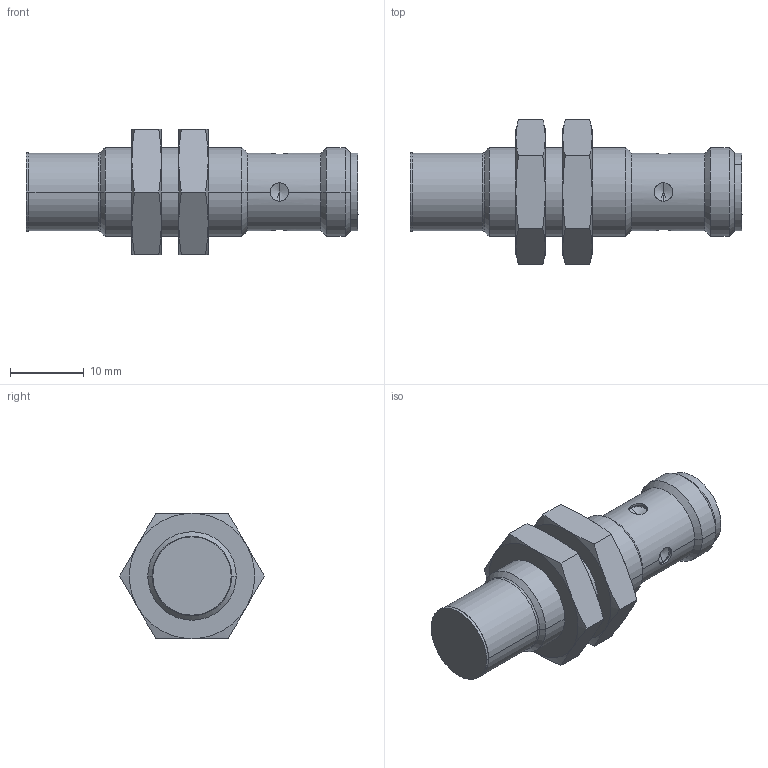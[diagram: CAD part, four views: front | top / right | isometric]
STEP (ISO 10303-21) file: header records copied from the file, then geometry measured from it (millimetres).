
FILE_DESCRIPTION (( 'STEP AP203' ), '1' );
FILE_NAME ('PMW2-AP-4H.step', '2021-01-22T22:39:05', ( 'ADC123' ), ( 'Microsoft' ), 'SwSTEP 2.0', 'SolidWorks 2019', '' );
FILE_SCHEMA (( 'CONFIG_CONTROL_DESIGN' ));
Length unit declared in the file: inch
Products named in the file (1): PMW2-AP-4H
Bounding box: 45.03 x 19.63 x 17 mm (x, y, z)
Volume: 5226.7 mm3; surface area: 4187.3 mm2
Topology: 3 solids, 10 shells, 402 faces, 1039 edges, 652 vertices
Faces by surface type: cone 111, plane 104, cylinder 104, bspline 83
Full cylindrical faces by diameter (mm): 10.917 x2
Entity records: 15310 total; most frequent: CARTESIAN_POINT 6090, ORIENTED_EDGE 2044, DIRECTION 1716, EDGE_CURVE 1022, AXIS2_PLACEMENT_3D 685, VERTEX_POINT 650, EDGE_LOOP 450, FACE_OUTER_BOUND 403
